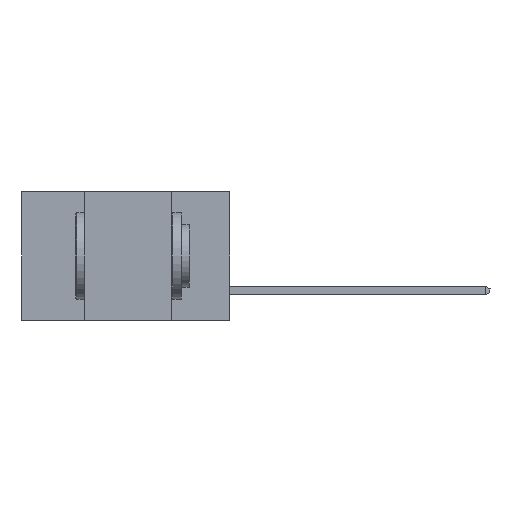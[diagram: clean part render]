
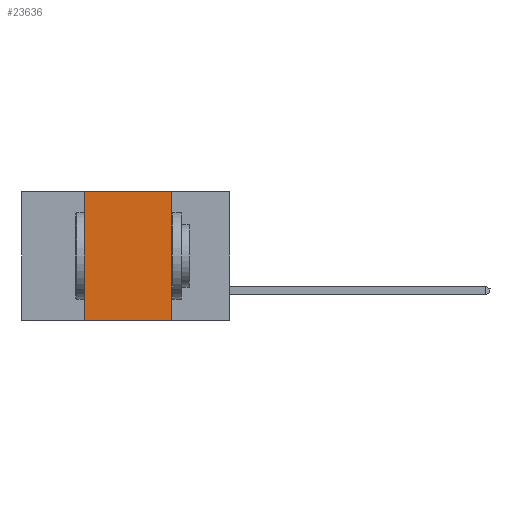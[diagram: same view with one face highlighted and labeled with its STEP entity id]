
A CAD part, left-side view. The second image highlights one B-rep face of the part: STEP entity #23636.
In plain terms, the highlighted planar face has unit normal (-1, 0, 0).
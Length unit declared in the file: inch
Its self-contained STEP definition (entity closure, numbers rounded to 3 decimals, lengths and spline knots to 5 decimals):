
#392 = DIRECTION ( 'NONE',  ( 0., -1., 0. ) ) ;
#648 = AXIS2_PLACEMENT_3D ( 'NONE', #9225, #7098, #21310 ) ;
#3282 = CARTESIAN_POINT ( 'NONE',  ( 0., 0.17, -0.37 ) ) ;
#3588 = EDGE_LOOP ( 'NONE', ( #15094, #10900, #11687, #11948 ) ) ;
#3818 = CARTESIAN_POINT ( 'NONE',  ( 0., 0.42, 0. ) ) ;
#4610 = CARTESIAN_POINT ( 'NONE',  ( 0., 0.17, -0.37 ) ) ;
#4733 = CARTESIAN_POINT ( 'NONE',  ( 0., 0.42, -0.37 ) ) ;
#5219 = PLANE ( 'NONE',  #648 ) ;
#5477 = DIRECTION ( 'NONE',  ( 0., -1., 0. ) ) ;
#6044 = CARTESIAN_POINT ( 'NONE',  ( 0., 0.42, -0.37 ) ) ;
#6555 = EDGE_CURVE ( 'NONE', #20598, #20871, #9023, .T. ) ;
#7098 = DIRECTION ( 'NONE',  ( 1., 0., 0. ) ) ;
#9023 = LINE ( 'NONE', #4733, #11639 ) ;
#9225 = CARTESIAN_POINT ( 'NONE',  ( 0., 0.6, 0. ) ) ;
#10900 = ORIENTED_EDGE ( 'NONE', *, *, #23684, .F. ) ;
#11461 = VERTEX_POINT ( 'NONE', #18985 ) ;
#11607 = VERTEX_POINT ( 'NONE', #3282 ) ;
#11639 = VECTOR ( 'NONE', #14782, 39.37008 ) ;
#11687 = ORIENTED_EDGE ( 'NONE', *, *, #6555, .F. ) ;
#11948 = ORIENTED_EDGE ( 'NONE', *, *, #17645, .T. ) ;
#12388 = VECTOR ( 'NONE', #18689, 39.37008 ) ;
#14480 = CARTESIAN_POINT ( 'NONE',  ( 0., 0.6, -0.37 ) ) ;
#14782 = DIRECTION ( 'NONE',  ( 0., 0., 1. ) ) ;
#15094 = ORIENTED_EDGE ( 'NONE', *, *, #18463, .F. ) ;
#15274 = CARTESIAN_POINT ( 'NONE',  ( 0., 0.6, 0. ) ) ;
#17554 = LINE ( 'NONE', #15274, #23350 ) ;
#17645 = EDGE_CURVE ( 'NONE', #20598, #11607, #20777, .T. ) ;
#18463 = EDGE_CURVE ( 'NONE', #11461, #11607, #20719, .T. ) ;
#18689 = DIRECTION ( 'NONE',  ( 0., 0., -1. ) ) ;
#18985 = CARTESIAN_POINT ( 'NONE',  ( 0., 0.17, 0. ) ) ;
#19166 = FACE_OUTER_BOUND ( 'NONE', #3588, .T. ) ;
#20598 = VERTEX_POINT ( 'NONE', #6044 ) ;
#20719 = LINE ( 'NONE', #4610, #12388 ) ;
#20777 = LINE ( 'NONE', #14480, #23580 ) ;
#20871 = VERTEX_POINT ( 'NONE', #3818 ) ;
#21310 = DIRECTION ( 'NONE',  ( 0., 0., -1. ) ) ;
#23350 = VECTOR ( 'NONE', #5477, 39.37008 ) ;
#23580 = VECTOR ( 'NONE', #392, 39.37008 ) ;
#23636 = ADVANCED_FACE ( 'NONE', ( #19166 ), #5219, .F. ) ;
#23684 = EDGE_CURVE ( 'NONE', #20871, #11461, #17554, .T. ) ;
